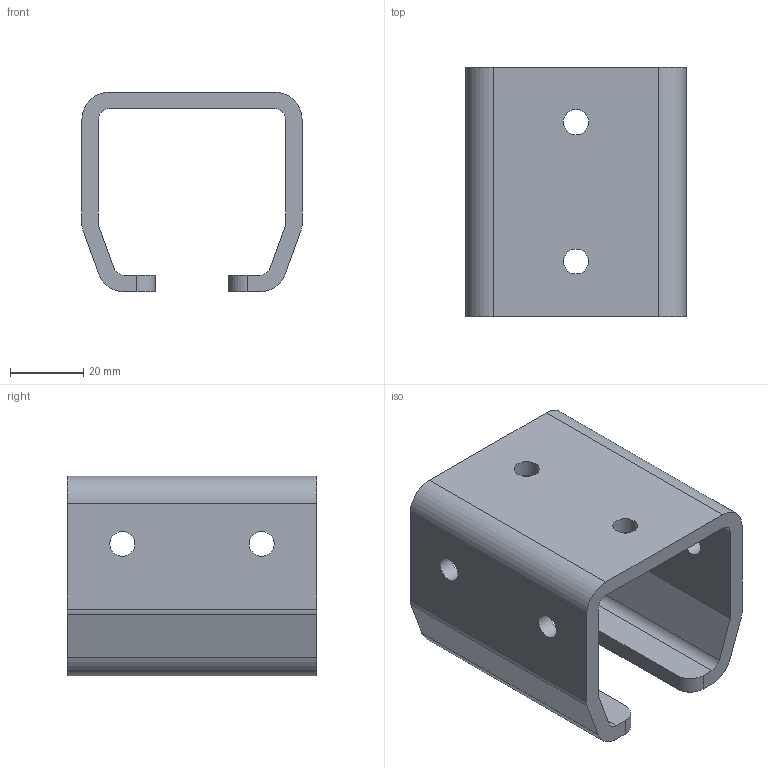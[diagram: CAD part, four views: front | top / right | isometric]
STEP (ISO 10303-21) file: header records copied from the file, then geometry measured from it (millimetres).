
FILE_DESCRIPTION(('STEP AP214'),'1');
FILE_NAME('PMH Svetsmuff 1404.stp','2013-08-12T14:02:02',(' '),(' '),'Spatial InterOp 3D',' ',' ');
FILE_SCHEMA(('automotive_design'));
Length unit declared in the file: millimetre
Products named in the file (2): PMH Profilskena svetsmuff 1404; Part2
Assembly tree (1 placements, depth 2):
  PMH Profilskena svetsmuff 1404
    Part2
Bounding box: 60 x 68 x 54.5 mm (x, y, z)
Volume: 52545.5 mm3; surface area: 26082.4 mm2
Topology: 1 solids, 1 shells, 38 faces, 111 edges, 75 vertices
Faces by surface type: cylinder 20, plane 18
Full cylindrical faces by diameter (mm): 6.8 x5, 6.9 x1
Entity records: 1593 total; most frequent: DIRECTION 222, CARTESIAN_POINT 214, ORIENTED_EDGE 204, EDGE_CURVE 102, AXIS2_PLACEMENT_3D 80, VERTEX_POINT 72, LINE 62, VECTOR 62
